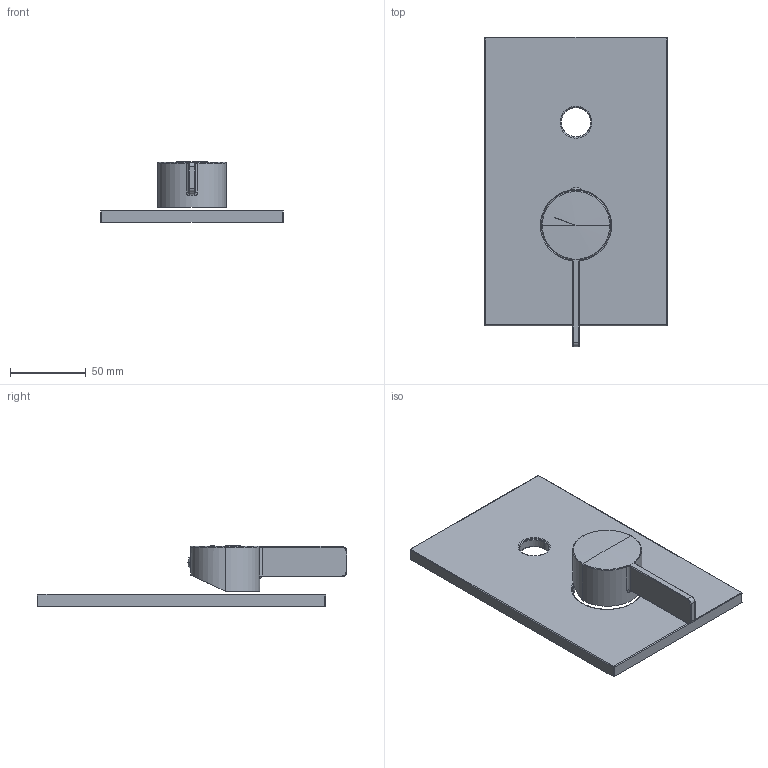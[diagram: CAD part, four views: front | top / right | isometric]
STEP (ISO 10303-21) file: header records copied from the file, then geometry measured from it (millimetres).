
FILE_DESCRIPTION((''),'2;1');
FILE_NAME('RO015CREST','2021-11-04T11:17:28',('ut3'),('PAFFONI SpA'),'CREO PARAMETRIC BY PTC INC, 2020044','CREO PARAMETRIC BY PTC INC, 2020044','');
FILE_SCHEMA(('CONFIG_CONTROL_DESIGN','SHAPE_APPEARANCE_LAYERS_GROUPS'));
Length unit declared in the file: millimetre
Products named in the file (1): RO015CREST
Bounding box: 120 x 204 x 40 mm (x, y, z)
Volume: 133330.5 mm3; surface area: 68745.9 mm2
Topology: 2 solids, 2 shells, 209 faces, 498 edges, 298 vertices
Faces by surface type: plane 70, cylinder 69, torus 39, cone 13, bspline 12, sphere 6
Entity records: 8660 total; most frequent: CARTESIAN_POINT 2305, DIRECTION 1049, ORIENTED_EDGE 988, EDGE_CURVE 494, AXIS2_PLACEMENT_3D 414, VERTEX_POINT 298, EDGE_LOOP 230, VECTOR 221
